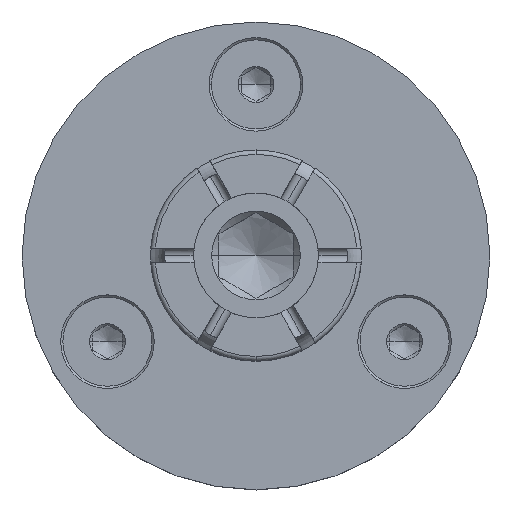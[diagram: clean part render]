
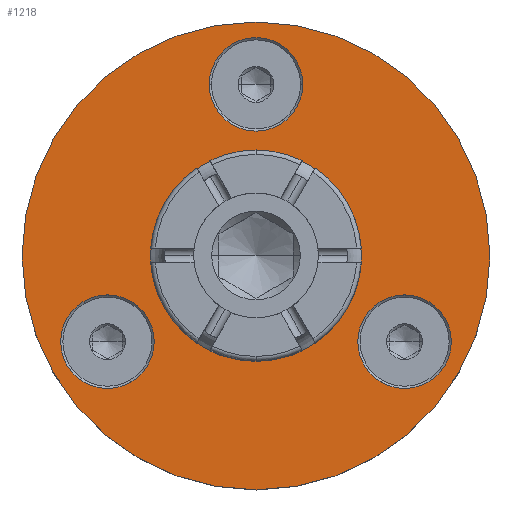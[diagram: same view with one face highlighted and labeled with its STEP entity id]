
A CAD part, top view. The second image highlights one B-rep face of the part: STEP entity #1218.
In plain terms, the highlighted planar face has unit normal (0, 0, 1).
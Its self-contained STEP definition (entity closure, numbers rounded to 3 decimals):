
#900=VERTEX_POINT('',#2578);
#942=VERTEX_POINT('',#2629);
#1162=VERTEX_POINT('',#2870);
#1218=ADVANCED_FACE('',(#2931,#2932,#2933,#2934,#2935),#2936,.T.);
#1638=EDGE_CURVE('',#942,#900,#3395,.T.);
#1656=EDGE_CURVE('',#1964,#1858,#3413,.T.);
#1858=VERTEX_POINT('',#3636);
#1964=VERTEX_POINT('',#3753);
#2060=EDGE_CURVE('',#2296,#2396,#3864,.T.);
#2122=EDGE_CURVE('',#900,#942,#3933,.T.);
#2142=VERTEX_POINT('',#3954);
#2296=VERTEX_POINT('',#4128);
#2302=VERTEX_POINT('',#4134);
#2316=EDGE_CURVE('',#2142,#2464,#4150,.T.);
#2358=EDGE_CURVE('',#2396,#2296,#4196,.T.);
#2382=EDGE_CURVE('',#1858,#1964,#4223,.T.);
#2388=EDGE_CURVE('',#2464,#2142,#4230,.T.);
#2396=VERTEX_POINT('',#4238);
#2464=VERTEX_POINT('',#4311);
#2482=EDGE_CURVE('',#2302,#1162,#4330,.T.);
#2490=EDGE_CURVE('',#1162,#2302,#4338,.T.);
#2578=CARTESIAN_POINT('',(11.578,-3.047,5.9));
#2629=CARTESIAN_POINT('',(8.428,-8.503,5.9));
#2870=CARTESIAN_POINT('',(3.15,11.55,5.9));
#2931=FACE_BOUND('',#5192,.T.);
#2932=FACE_BOUND('',#5193,.T.);
#2933=FACE_BOUND('',#5194,.T.);
#2934=FACE_OUTER_BOUND('',#5195,.T.);
#2935=FACE_BOUND('',#5196,.T.);
#2936=PLANE('',#5197);
#3395=CIRCLE('',#6182,3.15);
#3413=CIRCLE('',#6218,3.15);
#3636=CARTESIAN_POINT('',(-8.428,-8.503,5.9));
#3753=CARTESIAN_POINT('',(-11.578,-3.047,5.9));
#3864=CIRCLE('',#7146,7.1);
#3933=CIRCLE('',#7335,3.15);
#3954=CARTESIAN_POINT('',(-15.75,0.,5.9));
#4128=CARTESIAN_POINT('',(-7.1,0.,5.9));
#4134=CARTESIAN_POINT('',(-3.15,11.55,5.9));
#4150=CIRCLE('',#7729,15.75);
#4196=CIRCLE('',#7852,7.1);
#4223=CIRCLE('',#7894,3.15);
#4230=CIRCLE('',#7912,15.75);
#4238=CARTESIAN_POINT('',(7.1,0.,5.9));
#4311=CARTESIAN_POINT('',(15.75,0.0,5.9));
#4330=CIRCLE('',#8135,3.15);
#4338=CIRCLE('',#8147,3.15);
#5192=EDGE_LOOP('',(#8611,#8612));
#5193=EDGE_LOOP('',(#8613,#8614));
#5194=EDGE_LOOP('',(#8615,#8616));
#5195=EDGE_LOOP('',(#8617,#8618));
#5196=EDGE_LOOP('',(#8619,#8620));
#5197=AXIS2_PLACEMENT_3D('',#8621,#8622,#8623);
#6182=AXIS2_PLACEMENT_3D('',#9105,#9106,#9107);
#6218=AXIS2_PLACEMENT_3D('',#9114,#9115,#9116);
#7146=AXIS2_PLACEMENT_3D('',#9594,#9595,#9596);
#7335=AXIS2_PLACEMENT_3D('',#9694,#9695,#9696);
#7729=AXIS2_PLACEMENT_3D('',#9971,#9972,#9973);
#7852=AXIS2_PLACEMENT_3D('',#10021,#10022,#10023);
#7894=AXIS2_PLACEMENT_3D('',#10052,#10053,#10054);
#7912=AXIS2_PLACEMENT_3D('',#10063,#10064,#10065);
#8135=AXIS2_PLACEMENT_3D('',#10153,#10154,#10155);
#8147=AXIS2_PLACEMENT_3D('',#10160,#10161,#10162);
#8611=ORIENTED_EDGE('',*,*,#1638,.T.);
#8612=ORIENTED_EDGE('',*,*,#2122,.T.);
#8613=ORIENTED_EDGE('',*,*,#1656,.T.);
#8614=ORIENTED_EDGE('',*,*,#2382,.T.);
#8615=ORIENTED_EDGE('',*,*,#2490,.T.);
#8616=ORIENTED_EDGE('',*,*,#2482,.T.);
#8617=ORIENTED_EDGE('',*,*,#2388,.T.);
#8618=ORIENTED_EDGE('',*,*,#2316,.T.);
#8619=ORIENTED_EDGE('',*,*,#2060,.T.);
#8620=ORIENTED_EDGE('',*,*,#2358,.T.);
#8621=CARTESIAN_POINT('',(0.0,0.0,5.9));
#8622=DIRECTION('',(0.0,0.0,1.0));
#8623=DIRECTION('',(1.0,0.0,0.0));
#9105=CARTESIAN_POINT('',(10.003,-5.775,5.9));
#9106=DIRECTION('',(-0.0,0.0,-1.0));
#9107=DIRECTION('',(-0.5,-0.866,0.0));
#9114=CARTESIAN_POINT('',(-10.003,-5.775,5.9));
#9115=DIRECTION('',(-0.0,0.0,-1.0));
#9116=DIRECTION('',(-0.5,0.866,0.0));
#9594=CARTESIAN_POINT('',(0.0,0.0,5.9));
#9595=DIRECTION('',(0.0,0.0,-1.0));
#9596=DIRECTION('',(1.0,0.0,0.0));
#9694=CARTESIAN_POINT('',(10.003,-5.775,5.9));
#9695=DIRECTION('',(-0.0,0.0,-1.0));
#9696=DIRECTION('',(-0.5,-0.866,0.0));
#9971=CARTESIAN_POINT('',(0.0,0.0,5.9));
#9972=DIRECTION('',(0.0,0.0,1.0));
#9973=DIRECTION('',(1.0,0.0,0.0));
#10021=CARTESIAN_POINT('',(0.0,0.0,5.9));
#10022=DIRECTION('',(0.0,0.0,-1.0));
#10023=DIRECTION('',(1.0,0.0,0.0));
#10052=CARTESIAN_POINT('',(-10.003,-5.775,5.9));
#10053=DIRECTION('',(-0.0,0.0,-1.0));
#10054=DIRECTION('',(-0.5,0.866,0.0));
#10063=CARTESIAN_POINT('',(0.0,0.0,5.9));
#10064=DIRECTION('',(0.0,0.0,1.0));
#10065=DIRECTION('',(1.0,0.0,0.0));
#10153=CARTESIAN_POINT('',(0.0,11.55,5.9));
#10154=DIRECTION('',(0.0,0.0,-1.0));
#10155=DIRECTION('',(1.0,0.0,0.0));
#10160=CARTESIAN_POINT('',(0.0,11.55,5.9));
#10161=DIRECTION('',(0.0,0.0,-1.0));
#10162=DIRECTION('',(1.0,0.0,0.0));
